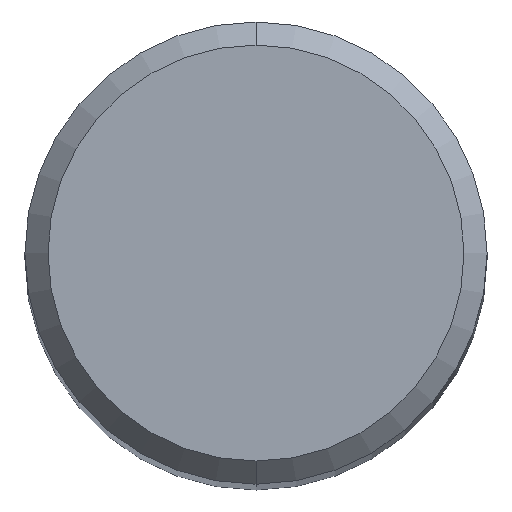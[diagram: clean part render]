
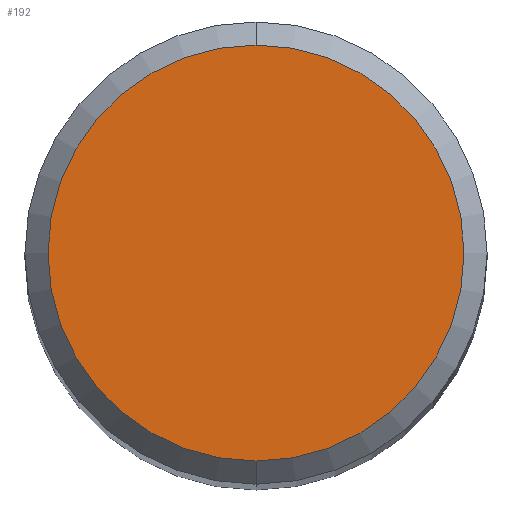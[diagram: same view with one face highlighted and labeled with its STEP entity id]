
A CAD part, top view. The second image highlights one B-rep face of the part: STEP entity #192.
In plain terms, the highlighted planar face has unit normal (0, 0, 1).
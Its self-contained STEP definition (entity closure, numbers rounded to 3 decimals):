
#148=EDGE_CURVE('',#210,#184,#296,.T.);
#174=EDGE_CURVE('',#184,#210,#325,.T.);
#184=VERTEX_POINT('',#339);
#192=ADVANCED_FACE('',(#348),#349,.T.);
#210=VERTEX_POINT('',#370);
#296=CIRCLE('',#470,3.6);
#325=CIRCLE('',#509,3.6);
#339=CARTESIAN_POINT('',(0.,-3.6,0.0));
#348=FACE_OUTER_BOUND('',#536,.T.);
#349=PLANE('',#537);
#370=CARTESIAN_POINT('',(0.0,3.6,0.0));
#470=AXIS2_PLACEMENT_3D('',#631,#632,#633);
#509=AXIS2_PLACEMENT_3D('',#665,#666,#667);
#536=EDGE_LOOP('',(#708,#709));
#537=AXIS2_PLACEMENT_3D('',#710,#711,#712);
#631=CARTESIAN_POINT('',(0.0,0.0,0.0));
#632=DIRECTION('',(0.0,0.0,-1.0));
#633=DIRECTION('',(0.0,1.0,0.0));
#665=CARTESIAN_POINT('',(0.0,0.0,0.0));
#666=DIRECTION('',(0.0,0.0,-1.0));
#667=DIRECTION('',(0.0,1.0,0.0));
#708=ORIENTED_EDGE('',*,*,#148,.F.);
#709=ORIENTED_EDGE('',*,*,#174,.F.);
#710=CARTESIAN_POINT('',(0.0,1.8,0.0));
#711=DIRECTION('',(-0.0,0.0,1.0));
#712=DIRECTION('',(0.0,-1.0,0.0));
